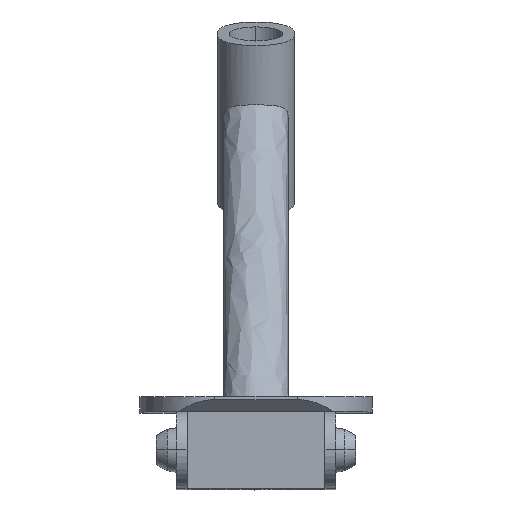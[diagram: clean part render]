
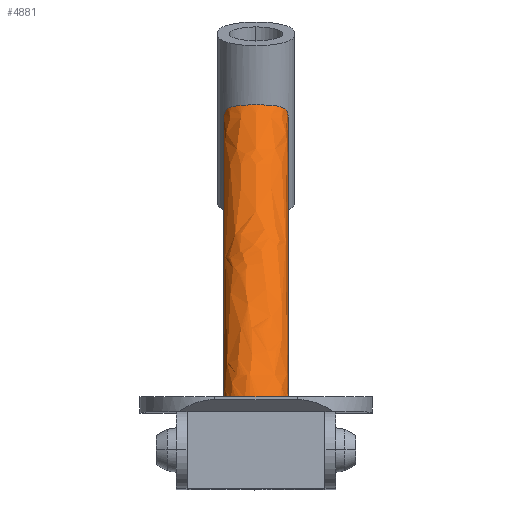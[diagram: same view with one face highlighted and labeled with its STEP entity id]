
A CAD part, top view. The second image highlights one B-rep face of the part: STEP entity #4881.
In plain terms, the highlighted free-form (B-spline) face has degree [3, 1] with [4, 2] control points.
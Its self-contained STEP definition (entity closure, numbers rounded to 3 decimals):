
#31 = CARTESIAN_POINT ( 'NONE',  ( 67.831, 248.514, -822.968 ) ) ;
#78 = CARTESIAN_POINT ( 'NONE',  ( 52.844, 251.458, -813.097 ) ) ;
#145 = DIRECTION ( 'NONE',  ( 0., 0., 1. ) ) ;
#173 = CARTESIAN_POINT ( 'NONE',  ( 69.353, 245.293, -825.968 ) ) ;
#265 = AXIS2_PLACEMENT_3D ( 'NONE', #858, #5691, #145 ) ;
#332 = EDGE_LOOP ( 'NONE', ( #7790, #7913, #8996, #1188 ) ) ;
#551 = CARTESIAN_POINT ( 'NONE',  ( 28.056, 246.815, -824.94 ) ) ;
#858 = CARTESIAN_POINT ( 'NONE',  ( 48.5, 60., -673. ) ) ;
#891 = CARTESIAN_POINT ( 'NONE',  ( 69.183, 246.088, -825.494 ) ) ;
#936 = CARTESIAN_POINT ( 'NONE',  ( 61.461, 250.872, -816.582 ) ) ;
#1143 = CARTESIAN_POINT ( 'NONE',  ( 27.5, 60., -673. ) ) ;
#1146 = FACE_OUTER_BOUND ( 'NONE', #332, .T. ) ;
#1152 = VECTOR ( 'NONE', #2251, 1000. ) ;
#1188 = ORIENTED_EDGE ( 'NONE', *, *, #2566, .T. ) ;
#1193 = CARTESIAN_POINT ( 'NONE',  ( 69.5, 60., -631. ) ) ;
#1219 = CARTESIAN_POINT ( 'NONE',  ( 27.5, 243.85, -826.589 ) ) ;
#1263 = CARTESIAN_POINT ( 'NONE',  ( 30.164, 249.291, -821.571 ) ) ;
#1310 = CARTESIAN_POINT ( 'NONE',  ( 47.242, 251.508, -812.722 ) ) ;
#1410 = CARTESIAN_POINT ( 'NONE',  ( 27.695, 245.562, -825.821 ) ) ;
#1602 = CARTESIAN_POINT ( 'NONE',  ( 63.467, 250.522, -818.075 ) ) ;
#1627 = VECTOR ( 'NONE', #4058, 1000. ) ;
#1937 = CARTESIAN_POINT ( 'NONE',  ( 28.866, 248.211, -823.436 ) ) ;
#2030 = CARTESIAN_POINT ( 'NONE',  ( 49.759, 251.511, -812.697 ) ) ;
#2078 = CARTESIAN_POINT ( 'NONE',  ( 27.889, 246.341, -825.315 ) ) ;
#2130 = CARTESIAN_POINT ( 'NONE',  ( 29.157, 248.52, -822.975 ) ) ;
#2178 = CARTESIAN_POINT ( 'NONE',  ( 69.5, 243.85, -826.589 ) ) ;
#2251 = DIRECTION ( 'NONE',  ( 0., 0.766, -0.643 ) ) ;
#2319 = CARTESIAN_POINT ( 'NONE',  ( 54.668, 251.399, -813.519 ) ) ;
#2566 = EDGE_CURVE ( 'NONE', #3420, #4004, #8720, .T. ) ;
#2703 = CARTESIAN_POINT ( 'NONE',  ( 31.327, 249.859, -820.203 ) ) ;
#2846 = CARTESIAN_POINT ( 'NONE',  ( 28.151, 247.038, -824.741 ) ) ;
#2894 = CARTESIAN_POINT ( 'NONE',  ( 32.618, 250.283, -818.91 ) ) ;
#2942 = CARTESIAN_POINT ( 'NONE',  ( 53.454, 251.441, -813.221 ) ) ;
#3037 = CARTESIAN_POINT ( 'NONE',  ( 65.665, 249.862, -820.195 ) ) ;
#3085 = CARTESIAN_POINT ( 'NONE',  ( 69.5, 243.236, -826.753 ) ) ;
#3290 = VERTEX_POINT ( 'NONE', #6075 ) ;
#3416 = CARTESIAN_POINT ( 'NONE',  ( 39.944, 251.279, -814.314 ) ) ;
#3420 = VERTEX_POINT ( 'NONE', #6029 ) ;
#3464 = CARTESIAN_POINT ( 'NONE',  ( 38.793, 251.199, -814.803 ) ) ;
#3608 = CARTESIAN_POINT ( 'NONE',  ( 28.363, 247.459, -824.325 ) ) ;
#3656 = EDGE_CURVE ( 'NONE', #3290, #4004, #4401, .T. ) ;
#3803 = CARTESIAN_POINT ( 'NONE',  ( 64.394, 250.306, -818.888 ) ) ;
#3851 = CARTESIAN_POINT ( 'NONE',  ( 67.676, 248.659, -822.736 ) ) ;
#3970 = CARTESIAN_POINT ( 'NONE',  ( 27.5, 60., -673. ) ) ;
#4004 = VERTEX_POINT ( 'NONE', #4011 ) ;
#4011 = CARTESIAN_POINT ( 'NONE',  ( 69.5, 243.236, -826.753 ) ) ;
#4058 = DIRECTION ( 'NONE',  ( 0., 0.766, -0.643 ) ) ;
#4135 = CARTESIAN_POINT ( 'NONE',  ( 36.58, 250.999, -815.931 ) ) ;
#4179 = CARTESIAN_POINT ( 'NONE',  ( 40.535, 251.314, -814.09 ) ) ;
#4328 = EDGE_CURVE ( 'NONE', #4773, #3290, #9237, .T. ) ;
#4381 = CIRCLE ( 'NONE', #265, 21. ) ;
#4401 = B_SPLINE_CURVE_WITH_KNOTS ( 'NONE', 3,
 ( #9458, #1219, #7868, #5762, #1410, #7246, #2078, #551, #2846, #3608, #7150, #1937, #2130, #6528, #1263, #9267, #2703, #7824, #2894, #6331, #5045, #4853, #4135, #7778, #3464, #3416, #4179, #4946, #7100, #6380, #9315, #1310, #5663, #2030, #5812, #78, #2942, #2319, #5954, #8214, #8163, #5237, #936, #1602, #3803, #3037, #7494, #7297, #8885, #3851, #31, #4520, #8741, #6005, #7444, #8791, #891, #6724, #173, #6675, #2178, #3085 ),
 .UNSPECIFIED., .F., .F.,
 ( 4, 2, 2, 2, 2, 2, 2, 2, 2, 2, 2, 2, 2, 2, 2, 2, 2, 2, 2, 2, 2, 2, 2, 2, 2, 2, 2, 2, 2, 2, 4 ),
 ( 0., 0.002, 0.003, 0.004, 0.005, 0.006, 0.008, 0.009, 0.011, 0.013, 0.015, 0.019, 0.021, 0.023, 0.026, 0.028, 0.03, 0.034, 0.036, 0.038, 0.041, 0.045, 0.049, 0.051, 0.053, 0.054, 0.055, 0.057, 0.057, 0.058, 0.06 ),
 .UNSPECIFIED. ) ;
#4520 = CARTESIAN_POINT ( 'NONE',  ( 68.124, 248.198, -823.429 ) ) ;
#4738 = CARTESIAN_POINT ( 'NONE',  ( 69.5, 60., -673. ) ) ;
#4773 = VERTEX_POINT ( 'NONE', #5546 ) ;
#4853 = CARTESIAN_POINT ( 'NONE',  ( 35.53, 250.87, -816.589 ) ) ;
#4881 = ADVANCED_FACE ( 'NONE', ( #1146 ), #8956, .T. ) ;
#4946 = CARTESIAN_POINT ( 'NONE',  ( 42.321, 251.403, -813.496 ) ) ;
#5045 = CARTESIAN_POINT ( 'NONE',  ( 34.033, 250.609, -817.703 ) ) ;
#5237 = CARTESIAN_POINT ( 'NONE',  ( 60.407, 251., -815.923 ) ) ;
#5456 = CARTESIAN_POINT ( 'NONE',  ( 27.5, 60., -631. ) ) ;
#5546 = CARTESIAN_POINT ( 'NONE',  ( 27.5, 60., -673. ) ) ;
#5663 = CARTESIAN_POINT ( 'NONE',  ( 47.874, 251.511, -812.697 ) ) ;
#5691 = DIRECTION ( 'NONE',  ( 0., 1., 0. ) ) ;
#5762 = CARTESIAN_POINT ( 'NONE',  ( 27.646, 245.286, -825.972 ) ) ;
#5812 = CARTESIAN_POINT ( 'NONE',  ( 51.001, 251.498, -812.798 ) ) ;
#5934 = CARTESIAN_POINT ( 'NONE',  ( 69.5, 60., -673. ) ) ;
#5954 = CARTESIAN_POINT ( 'NONE',  ( 55.274, 251.373, -813.694 ) ) ;
#6005 = CARTESIAN_POINT ( 'NONE',  ( 68.645, 247.476, -824.327 ) ) ;
#6029 = CARTESIAN_POINT ( 'NONE',  ( 69.5, 60., -673. ) ) ;
#6075 = CARTESIAN_POINT ( 'NONE',  ( 27.5, 243.236, -826.753 ) ) ;
#6331 = CARTESIAN_POINT ( 'NONE',  ( 33.546, 250.51, -818.097 ) ) ;
#6380 = CARTESIAN_POINT ( 'NONE',  ( 45.374, 251.484, -812.899 ) ) ;
#6528 = CARTESIAN_POINT ( 'NONE',  ( 29.805, 249.06, -822.044 ) ) ;
#6675 = CARTESIAN_POINT ( 'NONE',  ( 69.467, 244.451, -826.373 ) ) ;
#6724 = CARTESIAN_POINT ( 'NONE',  ( 69.304, 245.565, -825.819 ) ) ;
#7100 = CARTESIAN_POINT ( 'NONE',  ( 43.531, 251.444, -813.199 ) ) ;
#7150 = CARTESIAN_POINT ( 'NONE',  ( 28.482, 247.658, -824.106 ) ) ;
#7246 = CARTESIAN_POINT ( 'NONE',  ( 27.817, 246.091, -825.492 ) ) ;
#7297 = CARTESIAN_POINT ( 'NONE',  ( 66.835, 249.292, -821.569 ) ) ;
#7444 = CARTESIAN_POINT ( 'NONE',  ( 68.858, 247.06, -824.746 ) ) ;
#7494 = CARTESIAN_POINT ( 'NONE',  ( 66.069, 249.693, -820.645 ) ) ;
#7661 = CARTESIAN_POINT ( 'NONE',  ( 69.5, 251.511, -833.697 ) ) ;
#7753 = CARTESIAN_POINT ( 'NONE',  ( 27.5, 251.511, -791.697 ) ) ;
#7778 = CARTESIAN_POINT ( 'NONE',  ( 38.23, 251.154, -815.069 ) ) ;
#7779 = EDGE_CURVE ( 'NONE', #4773, #3420, #4381, .T. ) ;
#7790 = ORIENTED_EDGE ( 'NONE', *, *, #3656, .F. ) ;
#7824 = CARTESIAN_POINT ( 'NONE',  ( 32.174, 250.155, -819.332 ) ) ;
#7868 = CARTESIAN_POINT ( 'NONE',  ( 27.533, 244.441, -826.377 ) ) ;
#7913 = ORIENTED_EDGE ( 'NONE', *, *, #4328, .F. ) ;
#8163 = CARTESIAN_POINT ( 'NONE',  ( 58.209, 251.207, -814.777 ) ) ;
#8214 = CARTESIAN_POINT ( 'NONE',  ( 57.063, 251.284, -814.289 ) ) ;
#8383 = CARTESIAN_POINT ( 'NONE',  ( 69.5, 251.511, -791.697 ) ) ;
#8720 = LINE ( 'NONE', #5934, #1152 ) ;
#8741 = CARTESIAN_POINT ( 'NONE',  ( 68.263, 248.026, -823.659 ) ) ;
#8791 = CARTESIAN_POINT ( 'NONE',  ( 69.111, 246.342, -825.315 ) ) ;
#8885 = CARTESIAN_POINT ( 'NONE',  ( 67.19, 249.063, -822.037 ) ) ;
#8956 =( BOUNDED_SURFACE ( )  B_SPLINE_SURFACE ( 3, 1, ( 
 ( #3970, #9101 ),
 ( #5456, #7753 ),
 ( #1193, #8383 ),
 ( #4738, #7661 ) ),
 .UNSPECIFIED., .F., .F., .F. ) 
 B_SPLINE_SURFACE_WITH_KNOTS ( ( 4, 4 ),
 ( 2, 2 ),
 ( 0., 1. ),
 ( 0., 1. ),
 .UNSPECIFIED. ) 
 GEOMETRIC_REPRESENTATION_ITEM ( )  RATIONAL_B_SPLINE_SURFACE ( (
 ( 1., 1.),
 ( 0.333, 0.333),
 ( 0.333, 0.333),
 ( 1., 1.) ) ) 
 REPRESENTATION_ITEM ( '' )  SURFACE ( )  );
#8996 = ORIENTED_EDGE ( 'NONE', *, *, #7779, .T. ) ;
#9101 = CARTESIAN_POINT ( 'NONE',  ( 27.5, 251.511, -833.697 ) ) ;
#9237 = LINE ( 'NONE', #1143, #1627 ) ;
#9267 = CARTESIAN_POINT ( 'NONE',  ( 30.925, 249.69, -820.651 ) ) ;
#9315 = CARTESIAN_POINT ( 'NONE',  ( 45.994, 251.494, -812.824 ) ) ;
#9458 = CARTESIAN_POINT ( 'NONE',  ( 27.5, 243.236, -826.753 ) ) ;
